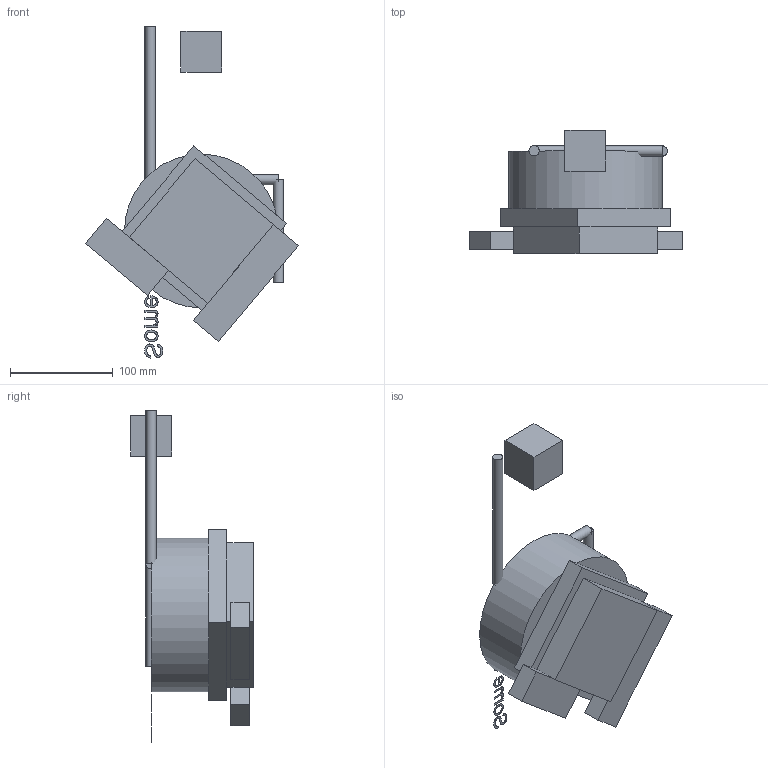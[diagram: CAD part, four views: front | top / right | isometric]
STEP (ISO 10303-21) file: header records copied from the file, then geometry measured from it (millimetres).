
FILE_DESCRIPTION(('Open CASCADE Model'),'2;1');
FILE_NAME('Open CASCADE Shape Model','2023-10-25T14:26:49',('Author'),( 'Open CASCADE'),'Open CASCADE STEP processor 7.7','Open CASCADE 7.7' ,'Unknown');
FILE_SCHEMA(('AUTOMOTIVE_DESIGN { 1 0 10303 214 1 1 1 1 }'));
Length unit declared in the file: millimetre
Products named in the file (15): c4ee13c2-7331-11ee-82f8-d8bbc13d30d1; markers; markers_part; cryostat; cryostat_part; cryo_large-cryostat_large; cryo_large-cryostat_large_part; 0-0-red; 0-0-red_part; 0-1-red; 0-1-red_part; 0-2-red; 0-2-red_part; text_Some text_0; text_Some text_0_part
Assembly tree (14 placements, depth 3):
  c4ee13c2-7331-11ee-82f8-d8bbc13d30d1
    markers
      markers_part
    cryostat
      cryostat_part
    cryo_large-cryostat_large
      cryo_large-cryostat_large_part
    0-0-red
      0-0-red_part
    0-1-red
      0-1-red_part
    0-2-red
      0-2-red_part
    text_Some text_0
      text_Some text_0_part
Bounding box: 208.18 x 120 x 323.92 mm (x, y, z)
Volume: 1710211.6 mm3; surface area: 173287.4 mm2
Topology: 9 solids, 17 shells, 50 faces, 178 edges, 154 vertices
Faces by surface type: plane 46, cylinder 4
Full cylindrical faces by diameter (mm): 10 x3, 150 x1
Entity records: 3967 total; most frequent: CARTESIAN_POINT 937, DIRECTION 514, LINE 312, VECTOR 312, ORIENTED_EDGE 226, PCURVE 226, DEFINITIONAL_REPRESENTATION 226, EDGE_CURVE 154
